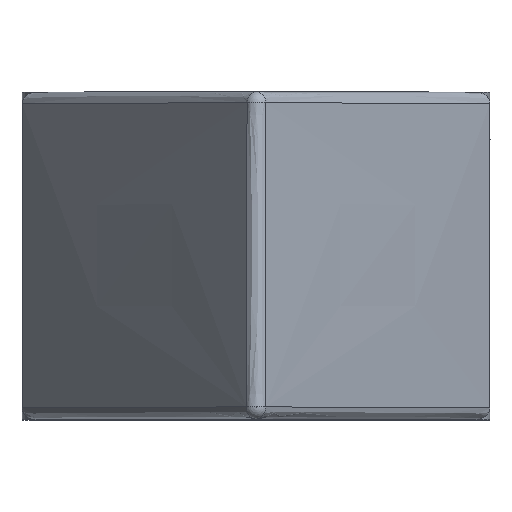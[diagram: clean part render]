
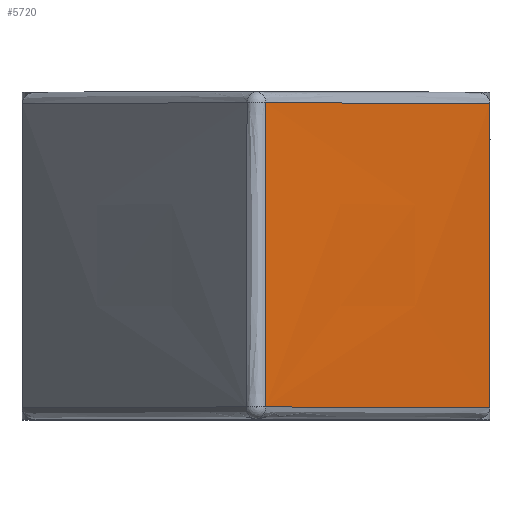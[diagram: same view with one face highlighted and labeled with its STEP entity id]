
A CAD part, top view. The second image highlights one B-rep face of the part: STEP entity #5720.
In plain terms, the highlighted free-form (B-spline) face has degree [3, 3] with [4, 4] control points.
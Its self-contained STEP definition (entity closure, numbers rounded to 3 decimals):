
#80=B_SPLINE_SURFACE_WITH_KNOTS('',3,3,((#12061,#12062,#12063,#12064),(#12065,
#12066,#12067,#12068),(#12069,#12070,#12071,#12072),(#12073,#12074,#12075,
#12076)),.UNSPECIFIED.,.F.,.F.,.F.,(4,4),(4,4),(0.,0.96),(0.034,
0.965),.UNSPECIFIED.);
#413=B_SPLINE_CURVE_WITH_KNOTS('',3,(#11912,#11913,#11914,#11915),
 .UNSPECIFIED.,.F.,.F.,(4,4),(0.,3.458),
 .UNSPECIFIED.);
#417=B_SPLINE_CURVE_WITH_KNOTS('',3,(#11989,#11990,#11991,#11992),
 .UNSPECIFIED.,.F.,.F.,(4,4),(-2.724,-0.095),
 .UNSPECIFIED.);
#421=B_SPLINE_CURVE_WITH_KNOTS('',3,(#12035,#12036,#12037,#12038),
 .UNSPECIFIED.,.F.,.F.,(4,4),(-3.28,0.),
 .UNSPECIFIED.);
#952=FACE_OUTER_BOUND('',#1273,.T.);
#1273=EDGE_LOOP('',(#5253,#5254,#5255,#5256));
#1677=LINE('',#12059,#2081);
#2081=VECTOR('',#7597,10.);
#2638=VERTEX_POINT('',#11834);
#2642=VERTEX_POINT('',#11899);
#2644=VERTEX_POINT('',#11918);
#2648=VERTEX_POINT('',#12017);
#3504=EDGE_CURVE('',#2642,#2638,#413,.T.);
#3511=EDGE_CURVE('',#2638,#2644,#417,.T.);
#3515=EDGE_CURVE('',#2644,#2648,#421,.T.);
#3518=EDGE_CURVE('',#2648,#2642,#1677,.T.);
#5253=ORIENTED_EDGE('',*,*,#3504,.F.);
#5254=ORIENTED_EDGE('',*,*,#3518,.F.);
#5255=ORIENTED_EDGE('',*,*,#3515,.F.);
#5256=ORIENTED_EDGE('',*,*,#3511,.F.);
#5720=ADVANCED_FACE('',(#952),#80,.T.);
#7597=DIRECTION('',(0.,-1.,0.));
#11834=CARTESIAN_POINT('',(0.792,-13.106,34.743));
#11899=CARTESIAN_POINT('',(20.112,-13.152,6.064));
#11912=CARTESIAN_POINT('Ctrl Pts',(20.112,-13.152,6.064));
#11913=CARTESIAN_POINT('Ctrl Pts',(13.673,-13.137,15.624));
#11914=CARTESIAN_POINT('Ctrl Pts',(7.233,-13.122,25.184));
#11915=CARTESIAN_POINT('Ctrl Pts',(0.792,-13.106,
34.743));
#11918=CARTESIAN_POINT('',(0.805,13.096,32.574));
#11989=CARTESIAN_POINT('Ctrl Pts',(0.792,-13.106,
34.743));
#11990=CARTESIAN_POINT('Ctrl Pts',(0.797,-4.372,34.02));
#11991=CARTESIAN_POINT('Ctrl Pts',(0.801,4.362,33.297));
#11992=CARTESIAN_POINT('Ctrl Pts',(0.805,13.096,32.574));
#12017=CARTESIAN_POINT('',(20.112,13.048,6.064));
#12035=CARTESIAN_POINT('Ctrl Pts',(0.805,13.096,32.574));
#12036=CARTESIAN_POINT('Ctrl Pts',(7.241,13.08,23.738));
#12037=CARTESIAN_POINT('Ctrl Pts',(13.677,13.064,14.901));
#12038=CARTESIAN_POINT('Ctrl Pts',(20.112,13.048,6.064));
#12059=CARTESIAN_POINT('',(20.112,14.048,6.064));
#12061=CARTESIAN_POINT('Ctrl Pts',(20.112,13.096,6.064));
#12062=CARTESIAN_POINT('Ctrl Pts',(20.112,4.347,6.064));
#12063=CARTESIAN_POINT('Ctrl Pts',(20.112,-4.403,6.064));
#12064=CARTESIAN_POINT('Ctrl Pts',(20.112,-13.152,6.064));
#12065=CARTESIAN_POINT('Ctrl Pts',(13.676,13.096,14.901));
#12066=CARTESIAN_POINT('Ctrl Pts',(13.673,4.347,15.146));
#12067=CARTESIAN_POINT('Ctrl Pts',(13.669,-4.403,15.391));
#12068=CARTESIAN_POINT('Ctrl Pts',(13.665,-13.152,15.636));
#12069=CARTESIAN_POINT('Ctrl Pts',(7.24,13.096,23.737));
#12070=CARTESIAN_POINT('Ctrl Pts',(7.233,4.347,24.227));
#12071=CARTESIAN_POINT('Ctrl Pts',(7.225,-4.403,24.717));
#12072=CARTESIAN_POINT('Ctrl Pts',(7.218,-13.152,25.207));
#12073=CARTESIAN_POINT('Ctrl Pts',(0.805,13.096,32.574));
#12074=CARTESIAN_POINT('Ctrl Pts',(0.793,4.347,33.309));
#12075=CARTESIAN_POINT('Ctrl Pts',(0.782,-4.403,
34.043));
#12076=CARTESIAN_POINT('Ctrl Pts',(0.771,-13.152,
34.778));
